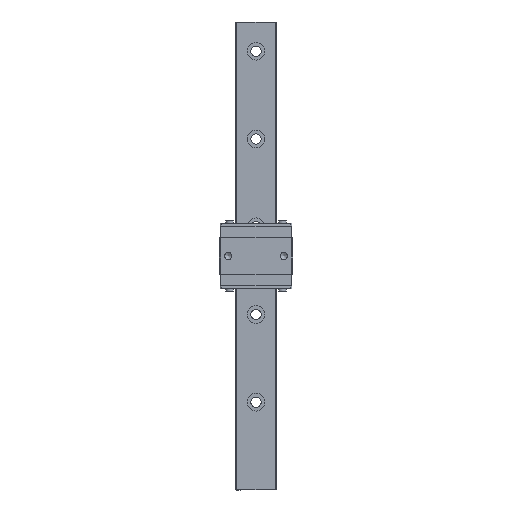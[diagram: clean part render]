
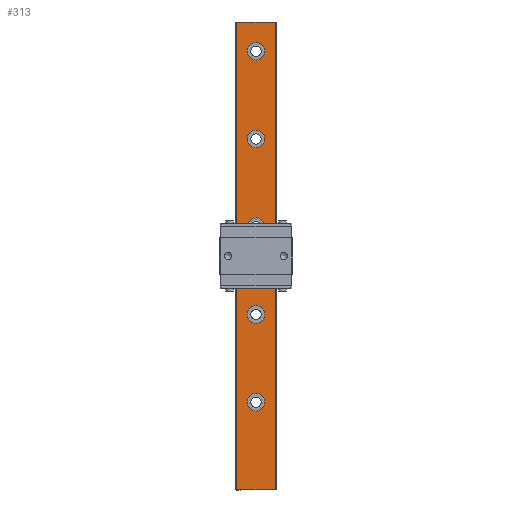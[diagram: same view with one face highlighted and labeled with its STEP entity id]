
A CAD part, top view. The second image highlights one B-rep face of the part: STEP entity #313.
In plain terms, the highlighted planar face has unit normal (0, 0, 1).
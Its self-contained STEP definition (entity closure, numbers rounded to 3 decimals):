
#313 = ADVANCED_FACE( '', ( #735, #736, #737, #738, #739, #740 ), #741, .F. );
#735 = FACE_BOUND( '', #1309, .T. );
#736 = FACE_BOUND( '', #1310, .T. );
#737 = FACE_BOUND( '', #1311, .T. );
#738 = FACE_BOUND( '', #1312, .T. );
#739 = FACE_BOUND( '', #1313, .T. );
#740 = FACE_OUTER_BOUND( '', #1314, .T. );
#741 = PLANE( '', #1315 );
#1309 = EDGE_LOOP( '', ( #2085 ) );
#1310 = EDGE_LOOP( '', ( #2086 ) );
#1311 = EDGE_LOOP( '', ( #2087 ) );
#1312 = EDGE_LOOP( '', ( #2088 ) );
#1313 = EDGE_LOOP( '', ( #2089 ) );
#1314 = EDGE_LOOP( '', ( #2090, #2091, #2092, #2093 ) );
#1315 = AXIS2_PLACEMENT_3D( '', #2094, #2095, #2096 );
#2085 = ORIENTED_EDGE( '', *, *, #3495, .T. );
#2086 = ORIENTED_EDGE( '', *, *, #3349, .T. );
#2087 = ORIENTED_EDGE( '', *, *, #3332, .T. );
#2088 = ORIENTED_EDGE( '', *, *, #3496, .T. );
#2089 = ORIENTED_EDGE( '', *, *, #3497, .T. );
#2090 = ORIENTED_EDGE( '', *, *, #3498, .T. );
#2091 = ORIENTED_EDGE( '', *, *, #3499, .F. );
#2092 = ORIENTED_EDGE( '', *, *, #3366, .F. );
#2093 = ORIENTED_EDGE( '', *, *, #3500, .T. );
#2094 = CARTESIAN_POINT( '', ( -6.574, -80., 5.5 ) );
#2095 = DIRECTION( '', ( 0., 0., -1. ) );
#2096 = DIRECTION( '', ( -1., 0., 0. ) );
#3332 = EDGE_CURVE( '', #3964, #3964, #3965, .T. );
#3349 = EDGE_CURVE( '', #3993, #3993, #3994, .T. );
#3366 = EDGE_CURVE( '', #4020, #4022, #4023, .T. );
#3495 = EDGE_CURVE( '', #4240, #4240, #4241, .T. );
#3496 = EDGE_CURVE( '', #4242, #4242, #4243, .T. );
#3497 = EDGE_CURVE( '', #4244, #4244, #4245, .T. );
#3498 = EDGE_CURVE( '', #4246, #4247, #4248, .T. );
#3499 = EDGE_CURVE( '', #4022, #4247, #4249, .T. );
#3500 = EDGE_CURVE( '', #4020, #4246, #4250, .T. );
#3964 = VERTEX_POINT( '', #4890 );
#3965 = CIRCLE( '', #4891, 3. );
#3993 = VERTEX_POINT( '', #4928 );
#3994 = CIRCLE( '', #4929, 3. );
#4020 = VERTEX_POINT( '', #4964 );
#4022 = VERTEX_POINT( '', #4966 );
#4023 = LINE( '', #4967, #4968 );
#4240 = VERTEX_POINT( '', #5270 );
#4241 = CIRCLE( '', #5271, 3. );
#4242 = VERTEX_POINT( '', #5272 );
#4243 = CIRCLE( '', #5273, 3. );
#4244 = VERTEX_POINT( '', #5274 );
#4245 = CIRCLE( '', #5275, 3. );
#4246 = VERTEX_POINT( '', #5276 );
#4247 = VERTEX_POINT( '', #5277 );
#4248 = LINE( '', #5278, #5279 );
#4249 = LINE( '', #5280, #5281 );
#4250 = LINE( '', #5282, #5283 );
#4890 = CARTESIAN_POINT( '', ( 0., 7., 5.5 ) );
#4891 = AXIS2_PLACEMENT_3D( '', #6083, #6084, #6085 );
#4928 = CARTESIAN_POINT( '', ( 0., -23., 5.5 ) );
#4929 = AXIS2_PLACEMENT_3D( '', #6104, #6105, #6106 );
#4964 = CARTESIAN_POINT( '', ( 6.574, -80., 5.5 ) );
#4966 = CARTESIAN_POINT( '', ( -6.574, -80., 5.5 ) );
#4967 = CARTESIAN_POINT( '', ( -6.574, -80., 5.5 ) );
#4968 = VECTOR( '', #6128, 1000. );
#5270 = CARTESIAN_POINT( '', ( 0., -53., 5.5 ) );
#5271 = AXIS2_PLACEMENT_3D( '', #6265, #6266, #6267 );
#5272 = CARTESIAN_POINT( '', ( 0., 37., 5.5 ) );
#5273 = AXIS2_PLACEMENT_3D( '', #6268, #6269, #6270 );
#5274 = CARTESIAN_POINT( '', ( 0., 67., 5.5 ) );
#5275 = AXIS2_PLACEMENT_3D( '', #6271, #6272, #6273 );
#5276 = CARTESIAN_POINT( '', ( 6.574, 80., 5.5 ) );
#5277 = CARTESIAN_POINT( '', ( -6.574, 80., 5.5 ) );
#5278 = CARTESIAN_POINT( '', ( -6.574, 80., 5.5 ) );
#5279 = VECTOR( '', #6274, 1000. );
#5280 = CARTESIAN_POINT( '', ( -6.574, -80., 5.5 ) );
#5281 = VECTOR( '', #6275, 1000. );
#5282 = CARTESIAN_POINT( '', ( 6.574, -80., 5.5 ) );
#5283 = VECTOR( '', #6276, 1000. );
#6083 = CARTESIAN_POINT( '', ( 0., 10., 5.5 ) );
#6084 = DIRECTION( '', ( 0., 0., -1. ) );
#6085 = DIRECTION( '', ( 0., -1., 0. ) );
#6104 = CARTESIAN_POINT( '', ( 0., -20., 5.5 ) );
#6105 = DIRECTION( '', ( 0., 0., -1. ) );
#6106 = DIRECTION( '', ( 0., -1., 0. ) );
#6128 = DIRECTION( '', ( -1., 0., 0. ) );
#6265 = CARTESIAN_POINT( '', ( 0., -50., 5.5 ) );
#6266 = DIRECTION( '', ( 0., 0., -1. ) );
#6267 = DIRECTION( '', ( 0., -1., 0. ) );
#6268 = CARTESIAN_POINT( '', ( 0., 40., 5.5 ) );
#6269 = DIRECTION( '', ( 0., 0., -1. ) );
#6270 = DIRECTION( '', ( 0., -1., 0. ) );
#6271 = CARTESIAN_POINT( '', ( 0., 70., 5.5 ) );
#6272 = DIRECTION( '', ( 0., 0., -1. ) );
#6273 = DIRECTION( '', ( 0., -1., 0. ) );
#6274 = DIRECTION( '', ( -1., 0., 0. ) );
#6275 = DIRECTION( '', ( 0., 1., 0. ) );
#6276 = DIRECTION( '', ( 0., 1., 0. ) );
